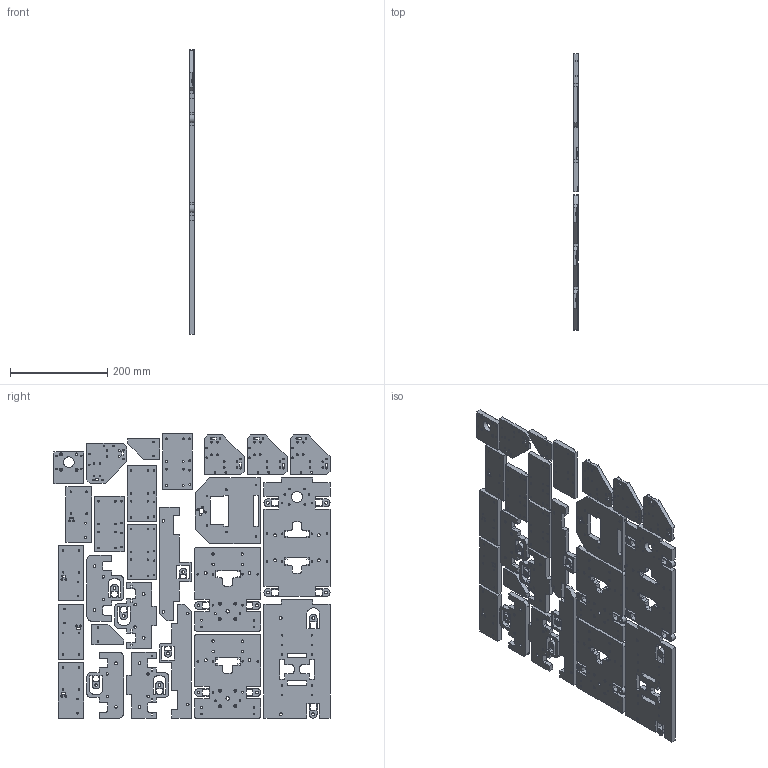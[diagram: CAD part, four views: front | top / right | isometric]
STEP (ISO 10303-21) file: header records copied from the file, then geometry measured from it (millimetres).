
FILE_DESCRIPTION(/* description */ (''),/* implementation_level */ '2;1');
FILE_NAME(/* name */ 'FOR MILLING v2.step',/* time_stamp */ '2022-06-24T02:01:09+05:30',/* author */ (''),/* organization */ (''),/* preprocessor_version */ 'ST-DEVELOPER v19',/* originating_system */ 'Autodesk Translation Framework v11.7.0.108',/* authorisation */ '');
FILE_SCHEMA (('AUTOMOTIVE_DESIGN { 1 0 10303 214 3 1 1 }'));
Length unit declared in the file: millimetre
Products named in the file (35): FOR MILLING; plate; Part38 - Copy (2); Part9 - Copy; Part9; Part38 - Copy; slider_1; slider_2; X_Slider; slider_3; X_Slider_1; Z_Slider_1 - Copy; slider_3 - Copy; z_tOP; side top; plate (1); Part9 - Copy (1); Part38 - Copy (1); slider_1 (1); Part38 - Copy (2) (1); slider_3 - Copy (1); side top (1); Part9 (1); slider_3 (1); Part38 - Copy (3); Part38 - Copy (2) (2); Part38 - Copy (4); plate (2); Part38 - Copy (2) (3); slider_2 (1); Part9 - Copy (2); Part9 - Copy (3); Part9 (2); plate (3); Part9 (3)
Assembly tree (34 placements, depth 2):
  FOR MILLING
    plate
    Part38 - Copy (2)
    Part9 - Copy
    Part9
    Part38 - Copy
    slider_1
    slider_2
    X_Slider
    slider_3
    X_Slider_1
    Z_Slider_1 - Copy
    slider_3 - Copy
    z_tOP
    side top
    plate (1)
    Part9 - Copy (1)
    Part38 - Copy (1)
    slider_1 (1)
    Part38 - Copy (2) (1)
    slider_3 - Copy (1)
    side top (1)
    Part9 (1)
    slider_3 (1)
    Part38 - Copy (3)
    Part38 - Copy (2) (2)
    Part38 - Copy (4)
    plate (2)
    Part38 - Copy (2) (3)
    slider_2 (1)
    Part9 - Copy (2)
    Part9 - Copy (3)
    Part9 (2)
    plate (3)
    Part9 (3)
Bounding box: 10 x 568.09 x 585.05 mm (x, y, z)
Volume: 2296721.1 mm3; surface area: 666674.2 mm2
Topology: 26 solids, 28 shells, 1254 faces, 3471 edges, 2314 vertices
Faces by surface type: plane 827, cylinder 427
Full cylindrical faces by diameter (mm): 3 x12, 3.25 x12, 3.3 x200, 3.8 x4, 5 x16, 5.5 x22, 5.8 x16, 6 x20, 7 x2, 10.4 x1, 22 x1, 22.4 x1, 23 x3
Entity records: 42464 total; most frequent: CARTESIAN_POINT 7108, DIRECTION 6971, ORIENTED_EDGE 6942, EDGE_CURVE 3471, LINE 2617, VECTOR 2617, VERTEX_POINT 2314, AXIS2_PLACEMENT_3D 2177
